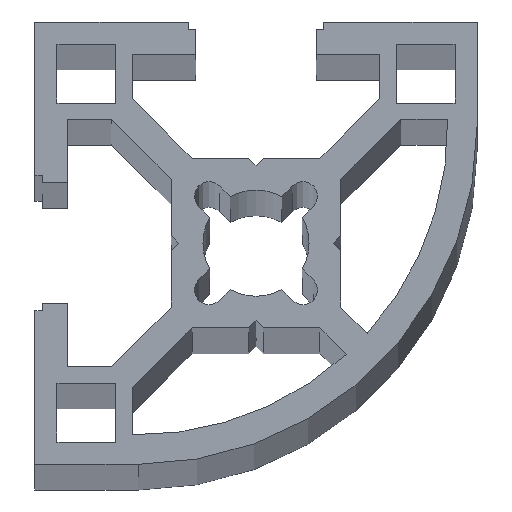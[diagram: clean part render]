
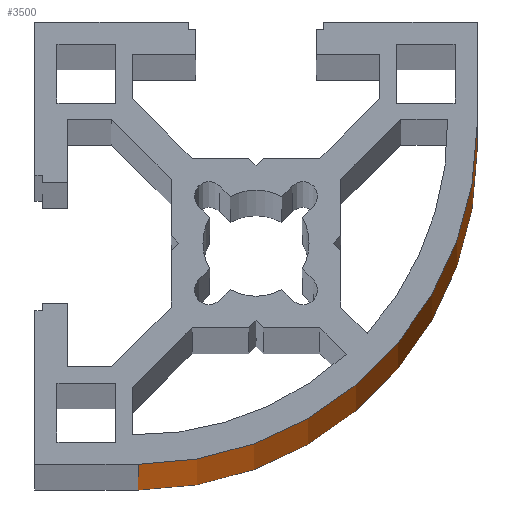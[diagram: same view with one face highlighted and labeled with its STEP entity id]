
A CAD part, top view. The second image highlights one B-rep face of the part: STEP entity #3500.
In plain terms, the highlighted cylindrical face has radius 23 mm (diameter 46 mm), a partial arc.
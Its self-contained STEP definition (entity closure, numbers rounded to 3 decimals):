
#596=CARTESIAN_POINT('',(-8.,8.,0.));
#597=DIRECTION('',(0.,0.,1.));
#598=DIRECTION('',(0.,-1.,0.));
#599=AXIS2_PLACEMENT_3D('',#596,#597,#598);
#1181=CARTESIAN_POINT('',(-8.,8.,1000.));
#1182=DIRECTION('',(0.,0.,1.));
#1183=DIRECTION('',(0.,-1.,0.));
#1184=AXIS2_PLACEMENT_3D('',#1181,#1182,#1183);
#1877=DIRECTION('',(0.,0.,1.));
#1878=VECTOR('',#1877,1000.);
#1879=CARTESIAN_POINT('',(-8.,-15.,0.));
#1880=LINE('',#1879,#1878);
#1891=DIRECTION('',(0.,0.,1.));
#1892=VECTOR('',#1891,1000.);
#1893=CARTESIAN_POINT('',(15.,8.,0.));
#1894=LINE('',#1893,#1892);
#2346=CARTESIAN_POINT('',(-8.,-15.,0.));
#2347=CARTESIAN_POINT('',(15.,8.,0.));
#2348=VERTEX_POINT('',#2346);
#2349=VERTEX_POINT('',#2347);
#2350=CARTESIAN_POINT('',(-8.,-15.,1000.));
#2351=CARTESIAN_POINT('',(15.,8.,1000.));
#2352=VERTEX_POINT('',#2350);
#2353=VERTEX_POINT('',#2351);
#3488=CARTESIAN_POINT('',(-8.,8.,0.));
#3489=DIRECTION('',(0.,0.,1.));
#3490=DIRECTION('',(1.,0.,0.));
#3491=AXIS2_PLACEMENT_3D('',#3488,#3489,#3490);
#3492=CYLINDRICAL_SURFACE('',#3491,23.);
#3493=ORIENTED_EDGE('',*,*,#2682,.T.);
#3495=ORIENTED_EDGE('',*,*,#3494,.F.);
#3496=ORIENTED_EDGE('',*,*,#2473,.F.);
#3497=ORIENTED_EDGE('',*,*,#3480,.T.);
#3498=EDGE_LOOP('',(#3493,#3495,#3496,#3497));
#3499=FACE_OUTER_BOUND('',#3498,.F.);
#600=CIRCLE('',#599,23.);
#1185=CIRCLE('',#1184,23.);
#2473=EDGE_CURVE('',#2348,#2349,#600,.T.);
#2682=EDGE_CURVE('',#2352,#2353,#1185,.T.);
#3480=EDGE_CURVE('',#2348,#2352,#1880,.T.);
#3494=EDGE_CURVE('',#2349,#2353,#1894,.T.);
#3500=ADVANCED_FACE('',(#3499),#3492,.T.);
